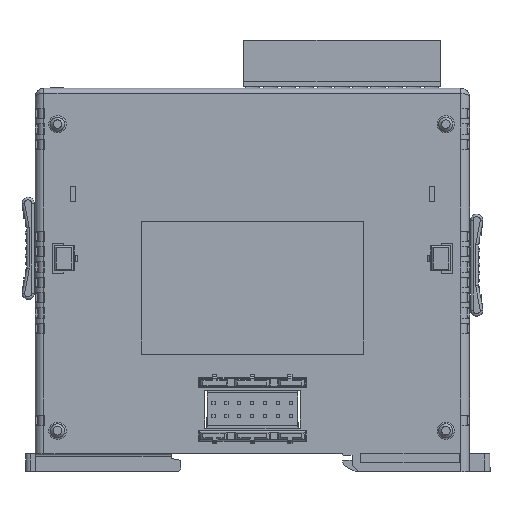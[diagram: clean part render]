
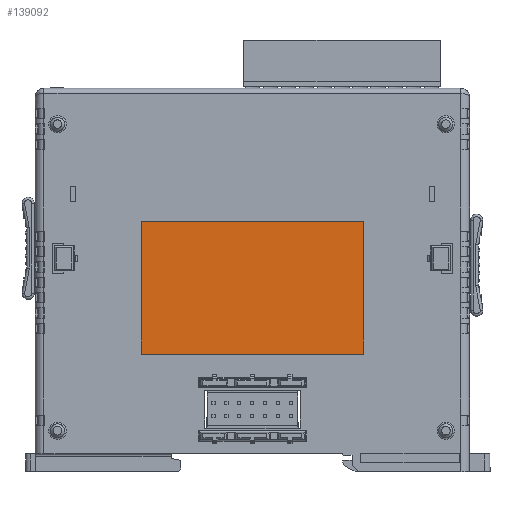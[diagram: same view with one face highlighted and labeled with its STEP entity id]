
A CAD part, left-side view. The second image highlights one B-rep face of the part: STEP entity #139092.
In plain terms, the highlighted planar face has unit normal (-1, 0, 0).
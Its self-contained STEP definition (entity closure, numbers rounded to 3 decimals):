
#52401 = AXIS2_PLACEMENT_3D ( 'NONE', #53853, #53854, #53855 ) ;
#53852 = PLANE ( 'NONE',  #52401 ) ;
#53853 = CARTESIAN_POINT ( 'NONE',  ( 83., 10.986, -75.386 ) ) ;
#53854 = DIRECTION ( 'NONE',  ( 1., 0., 0. ) ) ;
#53855 = DIRECTION ( 'NONE',  ( 0., 0., 1. ) ) ;
#56825 = FACE_OUTER_BOUND ( 'NONE', #151238, .T. ) ;
#99314 = VERTEX_POINT ( 'NONE', #145732 ) ;
#99315 = VERTEX_POINT ( 'NONE', #145734 ) ;
#99316 = VERTEX_POINT ( 'NONE', #145736 ) ;
#99317 = VERTEX_POINT ( 'NONE', #145737 ) ;
#99318 = VERTEX_POINT ( 'NONE', #145739 ) ;
#99319 = VERTEX_POINT ( 'NONE', #145741 ) ;
#99320 = VERTEX_POINT ( 'NONE', #145742 ) ;
#99322 = VERTEX_POINT ( 'NONE', #145744 ) ;
#108587 = ORIENTED_EDGE ( 'NONE', *, *, #135099, .T. ) ;
#108589 = ORIENTED_EDGE ( 'NONE', *, *, #135100, .T. ) ;
#108591 = ORIENTED_EDGE ( 'NONE', *, *, #135098, .T. ) ;
#108593 = ORIENTED_EDGE ( 'NONE', *, *, #135101, .T. ) ;
#108595 = ORIENTED_EDGE ( 'NONE', *, *, #135102, .T. ) ;
#108597 = ORIENTED_EDGE ( 'NONE', *, *, #135103, .T. ) ;
#108599 = ORIENTED_EDGE ( 'NONE', *, *, #135104, .T. ) ;
#108600 = ORIENTED_EDGE ( 'NONE', *, *, #135105, .T. ) ;
#135098 = EDGE_CURVE ( 'NONE', #99315, #99316, #168427, .T. ) ;
#135099 = EDGE_CURVE ( 'NONE', #99314, #99315, #158899, .T. ) ;
#135100 = EDGE_CURVE ( 'NONE', #99316, #99317, #158872, .T. ) ;
#135101 = EDGE_CURVE ( 'NONE', #99317, #99318, #168431, .T. ) ;
#135102 = EDGE_CURVE ( 'NONE', #99318, #99319, #158883, .T. ) ;
#135103 = EDGE_CURVE ( 'NONE', #99319, #99320, #168434, .T. ) ;
#135104 = EDGE_CURVE ( 'NONE', #99320, #99322, #158888, .T. ) ;
#135105 = EDGE_CURVE ( 'NONE', #99322, #99314, #168437, .T. ) ;
#139092 = ADVANCED_FACE ( 'NONE', ( #56825 ), #53852, .F. ) ;
#145732 = CARTESIAN_POINT ( 'NONE',  ( 83., -9.714, -62.186 ) ) ;
#145734 = CARTESIAN_POINT ( 'NONE',  ( 83., -9.914, -62.386 ) ) ;
#145736 = CARTESIAN_POINT ( 'NONE',  ( 83., -53.114, -62.386 ) ) ;
#145737 = CARTESIAN_POINT ( 'NONE',  ( 83., -53.314, -62.186 ) ) ;
#145739 = CARTESIAN_POINT ( 'NONE',  ( 83., -53.314, -36.586 ) ) ;
#145741 = CARTESIAN_POINT ( 'NONE',  ( 83., -53.114, -36.386 ) ) ;
#145742 = CARTESIAN_POINT ( 'NONE',  ( 83., -9.914, -36.386 ) ) ;
#145744 = CARTESIAN_POINT ( 'NONE',  ( 83., -9.714, -36.586 ) ) ;
#151238 = EDGE_LOOP ( 'NONE', ( #108587, #108591, #108589, #108593, #108595, #108597, #108599, #108600 ) ) ;
#158872 = CIRCLE ( 'NONE', #158907, 0.2 ) ;
#158883 = CIRCLE ( 'NONE', #158913, 0.2 ) ;
#158888 = CIRCLE ( 'NONE', #158920, 0.2 ) ;
#158899 = CIRCLE ( 'NONE', #158904, 0.2 ) ;
#158901 = VECTOR ( 'NONE', #163658, 1000. ) ;
#158904 = AXIS2_PLACEMENT_3D ( 'NONE', #163661, #163662, #163663 ) ;
#158907 = AXIS2_PLACEMENT_3D ( 'NONE', #163664, #163665, #163666 ) ;
#158911 = VECTOR ( 'NONE', #163668, 1000. ) ;
#158913 = AXIS2_PLACEMENT_3D ( 'NONE', #163670, #163672, #163674 ) ;
#158918 = VECTOR ( 'NONE', #163677, 1000. ) ;
#158920 = AXIS2_PLACEMENT_3D ( 'NONE', #163678, #163679, #163680 ) ;
#158924 = VECTOR ( 'NONE', #163682, 1000. ) ;
#163656 = CARTESIAN_POINT ( 'NONE',  ( 83., 10.986, -62.386 ) ) ;
#163658 = DIRECTION ( 'NONE',  ( 0., -1., 0. ) ) ;
#163661 = CARTESIAN_POINT ( 'NONE',  ( 83., -9.914, -62.186 ) ) ;
#163662 = DIRECTION ( 'NONE',  ( -1., 0., 0. ) ) ;
#163663 = DIRECTION ( 'NONE',  ( 0., -1., 0. ) ) ;
#163664 = CARTESIAN_POINT ( 'NONE',  ( 83., -53.114, -62.186 ) ) ;
#163665 = DIRECTION ( 'NONE',  ( -1., 0., 0. ) ) ;
#163666 = DIRECTION ( 'NONE',  ( 0., -1., 0. ) ) ;
#163667 = CARTESIAN_POINT ( 'NONE',  ( 83., -53.314, -75.386 ) ) ;
#163668 = DIRECTION ( 'NONE',  ( 0., 0., 1. ) ) ;
#163670 = CARTESIAN_POINT ( 'NONE',  ( 83., -53.114, -36.586 ) ) ;
#163672 = DIRECTION ( 'NONE',  ( -1., 0., 0. ) ) ;
#163674 = DIRECTION ( 'NONE',  ( 0., -1., 0. ) ) ;
#163676 = CARTESIAN_POINT ( 'NONE',  ( 83., 10.986, -36.386 ) ) ;
#163677 = DIRECTION ( 'NONE',  ( 0., 1., 0. ) ) ;
#163678 = CARTESIAN_POINT ( 'NONE',  ( 83., -9.914, -36.586 ) ) ;
#163679 = DIRECTION ( 'NONE',  ( -1., 0., 0. ) ) ;
#163680 = DIRECTION ( 'NONE',  ( 0., -1., 0. ) ) ;
#163681 = CARTESIAN_POINT ( 'NONE',  ( 83., -9.714, -75.386 ) ) ;
#163682 = DIRECTION ( 'NONE',  ( 0., 0., -1. ) ) ;
#168427 = LINE ( 'NONE', #163656, #158901 ) ;
#168431 = LINE ( 'NONE', #163667, #158911 ) ;
#168434 = LINE ( 'NONE', #163676, #158918 ) ;
#168437 = LINE ( 'NONE', #163681, #158924 ) ;
